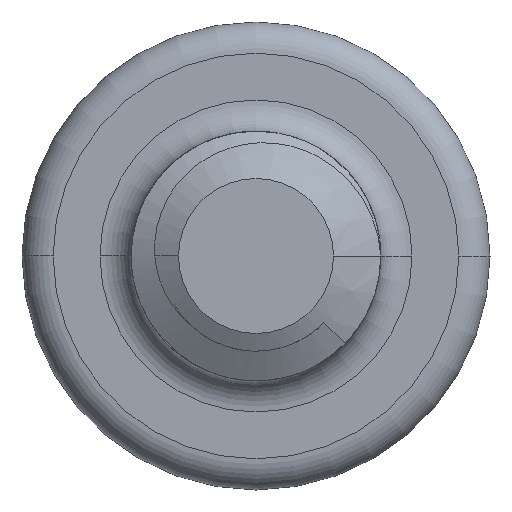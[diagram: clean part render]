
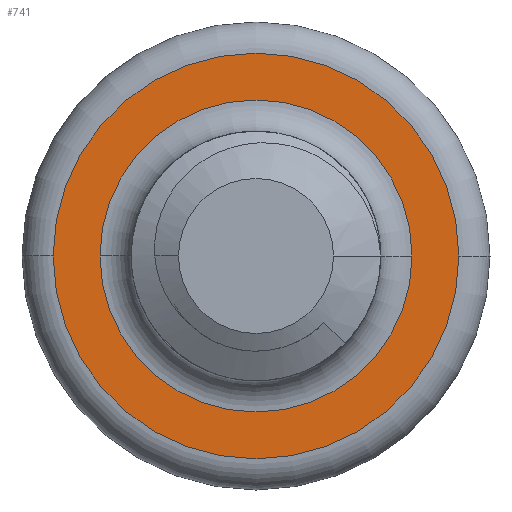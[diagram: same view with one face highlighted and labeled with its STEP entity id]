
A CAD part, front view. The second image highlights one B-rep face of the part: STEP entity #741.
In plain terms, the highlighted planar face has unit normal (0, -1, 0).
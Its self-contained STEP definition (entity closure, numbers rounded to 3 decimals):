
#35 = AXIS2_PLACEMENT_3D ( 'NONE', #3561, #1312, #2443 ) ;
#73 = ORIENTED_EDGE ( 'NONE', *, *, #983, .T. ) ;
#196 = FACE_OUTER_BOUND ( 'NONE', #2359, .T. ) ;
#349 = CARTESIAN_POINT ( 'NONE',  ( -1.3, 0., 0. ) ) ;
#374 = ORIENTED_EDGE ( 'NONE', *, *, #2296, .T. ) ;
#428 = EDGE_CURVE ( 'NONE', #3571, #1173, #1530, .T. ) ;
#513 = CIRCLE ( 'NONE', #35, 1.3 ) ;
#629 = AXIS2_PLACEMENT_3D ( 'NONE', #2790, #779, #1324 ) ;
#684 = AXIS2_PLACEMENT_3D ( 'NONE', #2385, #2463, #2104 ) ;
#694 = DIRECTION ( 'NONE',  ( 1., 0., 0. ) ) ;
#741 = ADVANCED_FACE ( 'NONE', ( #1663, #196 ), #3344, .T. ) ;
#779 = DIRECTION ( 'NONE',  ( 0., -1., 0. ) ) ;
#942 = CARTESIAN_POINT ( 'NONE',  ( 0., 0., 0. ) ) ;
#983 = EDGE_CURVE ( 'NONE', #1800, #1856, #2659, .T. ) ;
#1173 = VERTEX_POINT ( 'NONE', #1598 ) ;
#1298 = AXIS2_PLACEMENT_3D ( 'NONE', #942, #3188, #694 ) ;
#1312 = DIRECTION ( 'NONE',  ( 0., -1., 0. ) ) ;
#1324 = DIRECTION ( 'NONE',  ( 1., 0., 0. ) ) ;
#1353 = EDGE_LOOP ( 'NONE', ( #2486, #2555 ) ) ;
#1530 = CIRCLE ( 'NONE', #684, 1. ) ;
#1598 = CARTESIAN_POINT ( 'NONE',  ( 1., 0., 0. ) ) ;
#1663 = FACE_BOUND ( 'NONE', #1353, .T. ) ;
#1754 = CARTESIAN_POINT ( 'NONE',  ( 0., 0., 0. ) ) ;
#1800 = VERTEX_POINT ( 'NONE', #3248 ) ;
#1856 = VERTEX_POINT ( 'NONE', #349 ) ;
#1911 = EDGE_CURVE ( 'NONE', #1173, #3571, #3268, .T. ) ;
#2044 = DIRECTION ( 'NONE',  ( 1., 0., 0. ) ) ;
#2104 = DIRECTION ( 'NONE',  ( 1., 0., 0. ) ) ;
#2296 = EDGE_CURVE ( 'NONE', #1856, #1800, #513, .T. ) ;
#2359 = EDGE_LOOP ( 'NONE', ( #73, #374 ) ) ;
#2385 = CARTESIAN_POINT ( 'NONE',  ( 0., 0., 0. ) ) ;
#2443 = DIRECTION ( 'NONE',  ( 1., 0., 0. ) ) ;
#2463 = DIRECTION ( 'NONE',  ( 0., 1., 0. ) ) ;
#2486 = ORIENTED_EDGE ( 'NONE', *, *, #1911, .T. ) ;
#2555 = ORIENTED_EDGE ( 'NONE', *, *, #428, .T. ) ;
#2608 = DIRECTION ( 'NONE',  ( 0., 1., 0. ) ) ;
#2659 = CIRCLE ( 'NONE', #1298, 1.3 ) ;
#2790 = CARTESIAN_POINT ( 'NONE',  ( 0.8, 0., 0. ) ) ;
#3026 = AXIS2_PLACEMENT_3D ( 'NONE', #1754, #2608, #2044 ) ;
#3103 = CARTESIAN_POINT ( 'NONE',  ( -1., 0., 0. ) ) ;
#3188 = DIRECTION ( 'NONE',  ( 0., -1., 0. ) ) ;
#3248 = CARTESIAN_POINT ( 'NONE',  ( 1.3, 0., 0. ) ) ;
#3268 = CIRCLE ( 'NONE', #3026, 1. ) ;
#3344 = PLANE ( 'NONE',  #629 ) ;
#3561 = CARTESIAN_POINT ( 'NONE',  ( 0., 0., 0. ) ) ;
#3571 = VERTEX_POINT ( 'NONE', #3103 ) ;
